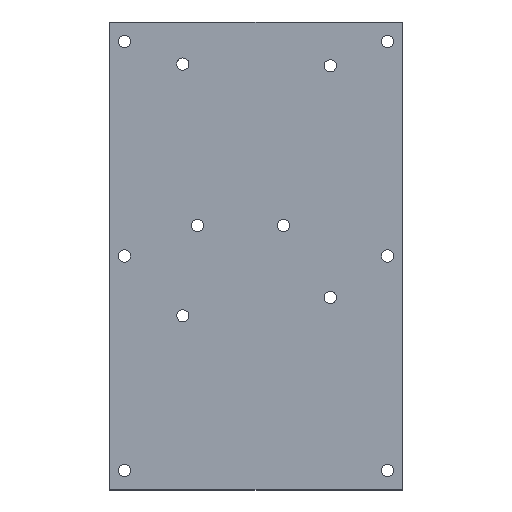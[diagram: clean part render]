
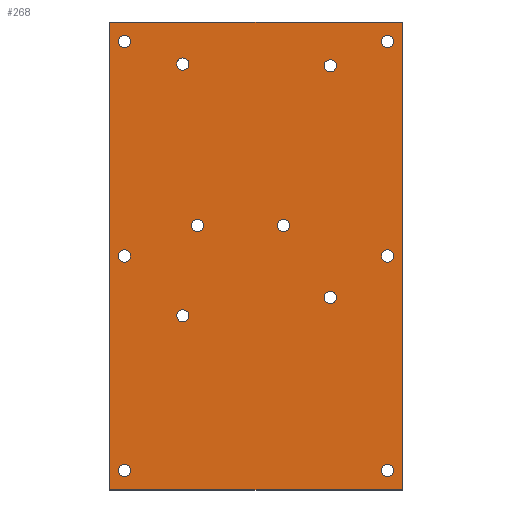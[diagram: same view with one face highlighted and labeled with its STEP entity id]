
A CAD part, top view. The second image highlights one B-rep face of the part: STEP entity #268.
In plain terms, the highlighted planar face has unit normal (0, 0, 1).
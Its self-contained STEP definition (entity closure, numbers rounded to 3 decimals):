
#24 = VERTEX_POINT('',#25);
#25 = CARTESIAN_POINT('',(-47.625,-76.2,3.175));
#31 = EDGE_CURVE('',#24,#32,#34,.T.);
#32 = VERTEX_POINT('',#33);
#33 = CARTESIAN_POINT('',(47.625,-76.2,3.175));
#34 = LINE('',#35,#36);
#35 = CARTESIAN_POINT('',(-47.625,-76.2,3.175));
#36 = VECTOR('',#37,1.);
#37 = DIRECTION('',(1.,0.,0.));
#64 = VERTEX_POINT('',#65);
#65 = CARTESIAN_POINT('',(-47.625,76.2,3.175));
#71 = EDGE_CURVE('',#64,#24,#72,.T.);
#72 = LINE('',#73,#74);
#73 = CARTESIAN_POINT('',(-47.625,76.2,3.175));
#74 = VECTOR('',#75,1.);
#75 = DIRECTION('',(0.,-1.,0.));
#93 = EDGE_CURVE('',#32,#94,#96,.T.);
#94 = VERTEX_POINT('',#95);
#95 = CARTESIAN_POINT('',(47.625,76.2,3.175));
#96 = LINE('',#97,#98);
#97 = CARTESIAN_POINT('',(47.625,-76.2,3.175));
#98 = VECTOR('',#99,1.);
#99 = DIRECTION('',(0.,1.,0.));
#268 = ADVANCED_FACE('',(#269,#280,#291,#302,#313,#324,#335,#346,#357,
    #368,#379,#390,#401),#412,.T.);
#269 = FACE_BOUND('',#270,.T.);
#270 = EDGE_LOOP('',(#271,#272,#273,#279));
#271 = ORIENTED_EDGE('',*,*,#31,.T.);
#272 = ORIENTED_EDGE('',*,*,#93,.T.);
#273 = ORIENTED_EDGE('',*,*,#274,.T.);
#274 = EDGE_CURVE('',#94,#64,#275,.T.);
#275 = LINE('',#276,#277);
#276 = CARTESIAN_POINT('',(47.625,76.2,3.175));
#277 = VECTOR('',#278,1.);
#278 = DIRECTION('',(-1.,0.,0.));
#279 = ORIENTED_EDGE('',*,*,#71,.T.);
#280 = FACE_BOUND('',#281,.T.);
#281 = EDGE_LOOP('',(#282));
#282 = ORIENTED_EDGE('',*,*,#283,.F.);
#283 = EDGE_CURVE('',#284,#284,#286,.T.);
#284 = VERTEX_POINT('',#285);
#285 = CARTESIAN_POINT('',(-40.863,-69.85,3.175));
#286 = CIRCLE('',#287,2.);
#287 = AXIS2_PLACEMENT_3D('',#288,#289,#290);
#288 = CARTESIAN_POINT('',(-42.863,-69.85,3.175));
#289 = DIRECTION('',(0.,0.,1.));
#290 = DIRECTION('',(1.,0.,0.));
#291 = FACE_BOUND('',#292,.T.);
#292 = EDGE_LOOP('',(#293));
#293 = ORIENTED_EDGE('',*,*,#294,.T.);
#294 = EDGE_CURVE('',#295,#295,#297,.T.);
#295 = VERTEX_POINT('',#296);
#296 = CARTESIAN_POINT('',(-21.827,-19.495,3.175));
#297 = CIRCLE('',#298,2.);
#298 = AXIS2_PLACEMENT_3D('',#299,#300,#301);
#299 = CARTESIAN_POINT('',(-23.827,-19.495,3.175));
#300 = DIRECTION('',(0.,0.,-1.));
#301 = DIRECTION('',(1.,0.,0.));
#302 = FACE_BOUND('',#303,.T.);
#303 = EDGE_LOOP('',(#304));
#304 = ORIENTED_EDGE('',*,*,#305,.F.);
#305 = EDGE_CURVE('',#306,#306,#308,.T.);
#306 = VERTEX_POINT('',#307);
#307 = CARTESIAN_POINT('',(44.863,-69.85,3.175));
#308 = CIRCLE('',#309,2.);
#309 = AXIS2_PLACEMENT_3D('',#310,#311,#312);
#310 = CARTESIAN_POINT('',(42.863,-69.85,3.175));
#311 = DIRECTION('',(0.,0.,1.));
#312 = DIRECTION('',(1.,0.,0.));
#313 = FACE_BOUND('',#314,.T.);
#314 = EDGE_LOOP('',(#315));
#315 = ORIENTED_EDGE('',*,*,#316,.T.);
#316 = EDGE_CURVE('',#317,#317,#319,.T.);
#317 = VERTEX_POINT('',#318);
#318 = CARTESIAN_POINT('',(26.173,-13.555,3.175));
#319 = CIRCLE('',#320,2.);
#320 = AXIS2_PLACEMENT_3D('',#321,#322,#323);
#321 = CARTESIAN_POINT('',(24.173,-13.555,3.175));
#322 = DIRECTION('',(0.,0.,-1.));
#323 = DIRECTION('',(1.,0.,0.));
#324 = FACE_BOUND('',#325,.T.);
#325 = EDGE_LOOP('',(#326));
#326 = ORIENTED_EDGE('',*,*,#327,.F.);
#327 = EDGE_CURVE('',#328,#328,#330,.T.);
#328 = VERTEX_POINT('',#329);
#329 = CARTESIAN_POINT('',(-40.863,0.,3.175));
#330 = CIRCLE('',#331,2.);
#331 = AXIS2_PLACEMENT_3D('',#332,#333,#334);
#332 = CARTESIAN_POINT('',(-42.863,0.,3.175));
#333 = DIRECTION('',(0.,0.,1.));
#334 = DIRECTION('',(1.,0.,0.));
#335 = FACE_BOUND('',#336,.T.);
#336 = EDGE_LOOP('',(#337));
#337 = ORIENTED_EDGE('',*,*,#338,.T.);
#338 = EDGE_CURVE('',#339,#339,#341,.T.);
#339 = VERTEX_POINT('',#340);
#340 = CARTESIAN_POINT('',(-16.997,9.945,3.175));
#341 = CIRCLE('',#342,2.);
#342 = AXIS2_PLACEMENT_3D('',#343,#344,#345);
#343 = CARTESIAN_POINT('',(-18.997,9.945,3.175));
#344 = DIRECTION('',(0.,0.,-1.));
#345 = DIRECTION('',(1.,0.,0.));
#346 = FACE_BOUND('',#347,.T.);
#347 = EDGE_LOOP('',(#348));
#348 = ORIENTED_EDGE('',*,*,#349,.F.);
#349 = EDGE_CURVE('',#350,#350,#352,.T.);
#350 = VERTEX_POINT('',#351);
#351 = CARTESIAN_POINT('',(-40.863,69.85,3.175));
#352 = CIRCLE('',#353,2.);
#353 = AXIS2_PLACEMENT_3D('',#354,#355,#356);
#354 = CARTESIAN_POINT('',(-42.863,69.85,3.175));
#355 = DIRECTION('',(0.,0.,1.));
#356 = DIRECTION('',(1.,0.,0.));
#357 = FACE_BOUND('',#358,.T.);
#358 = EDGE_LOOP('',(#359));
#359 = ORIENTED_EDGE('',*,*,#360,.T.);
#360 = EDGE_CURVE('',#361,#361,#363,.T.);
#361 = VERTEX_POINT('',#362);
#362 = CARTESIAN_POINT('',(-21.827,62.505,3.175));
#363 = CIRCLE('',#364,2.);
#364 = AXIS2_PLACEMENT_3D('',#365,#366,#367);
#365 = CARTESIAN_POINT('',(-23.827,62.505,3.175));
#366 = DIRECTION('',(0.,0.,-1.));
#367 = DIRECTION('',(1.,0.,0.));
#368 = FACE_BOUND('',#369,.T.);
#369 = EDGE_LOOP('',(#370));
#370 = ORIENTED_EDGE('',*,*,#371,.T.);
#371 = EDGE_CURVE('',#372,#372,#374,.T.);
#372 = VERTEX_POINT('',#373);
#373 = CARTESIAN_POINT('',(11.003,9.945,3.175));
#374 = CIRCLE('',#375,2.);
#375 = AXIS2_PLACEMENT_3D('',#376,#377,#378);
#376 = CARTESIAN_POINT('',(9.003,9.945,3.175));
#377 = DIRECTION('',(0.,0.,-1.));
#378 = DIRECTION('',(1.,0.,0.));
#379 = FACE_BOUND('',#380,.T.);
#380 = EDGE_LOOP('',(#381));
#381 = ORIENTED_EDGE('',*,*,#382,.F.);
#382 = EDGE_CURVE('',#383,#383,#385,.T.);
#383 = VERTEX_POINT('',#384);
#384 = CARTESIAN_POINT('',(44.863,0.,3.175));
#385 = CIRCLE('',#386,2.);
#386 = AXIS2_PLACEMENT_3D('',#387,#388,#389);
#387 = CARTESIAN_POINT('',(42.863,0.,3.175));
#388 = DIRECTION('',(0.,0.,1.));
#389 = DIRECTION('',(1.,0.,0.));
#390 = FACE_BOUND('',#391,.T.);
#391 = EDGE_LOOP('',(#392));
#392 = ORIENTED_EDGE('',*,*,#393,.T.);
#393 = EDGE_CURVE('',#394,#394,#396,.T.);
#394 = VERTEX_POINT('',#395);
#395 = CARTESIAN_POINT('',(26.173,61.945,3.175));
#396 = CIRCLE('',#397,2.);
#397 = AXIS2_PLACEMENT_3D('',#398,#399,#400);
#398 = CARTESIAN_POINT('',(24.173,61.945,3.175));
#399 = DIRECTION('',(0.,0.,-1.));
#400 = DIRECTION('',(1.,0.,0.));
#401 = FACE_BOUND('',#402,.T.);
#402 = EDGE_LOOP('',(#403));
#403 = ORIENTED_EDGE('',*,*,#404,.F.);
#404 = EDGE_CURVE('',#405,#405,#407,.T.);
#405 = VERTEX_POINT('',#406);
#406 = CARTESIAN_POINT('',(44.863,69.85,3.175));
#407 = CIRCLE('',#408,2.);
#408 = AXIS2_PLACEMENT_3D('',#409,#410,#411);
#409 = CARTESIAN_POINT('',(42.863,69.85,3.175));
#410 = DIRECTION('',(0.,0.,1.));
#411 = DIRECTION('',(1.,0.,0.));
#412 = PLANE('',#413);
#413 = AXIS2_PLACEMENT_3D('',#414,#415,#416);
#414 = CARTESIAN_POINT('',(0.,0.,3.175));
#415 = DIRECTION('',(0.,0.,1.));
#416 = DIRECTION('',(1.,0.,0.));
